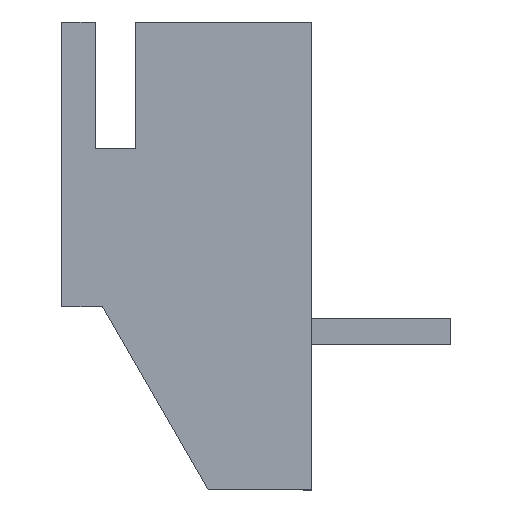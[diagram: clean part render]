
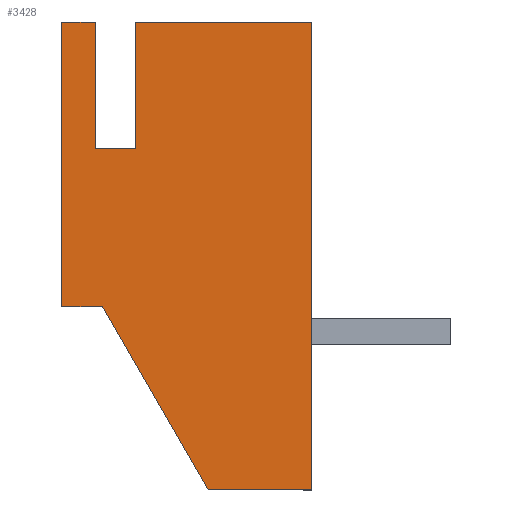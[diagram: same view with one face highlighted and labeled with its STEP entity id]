
A CAD part, left-side view. The second image highlights one B-rep face of the part: STEP entity #3428.
In plain terms, the highlighted planar face has unit normal (-1, 0, 0).
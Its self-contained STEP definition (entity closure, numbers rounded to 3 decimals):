
#102 = VERTEX_POINT ( 'NONE', #356 ) ;
#114 = CARTESIAN_POINT ( 'NONE',  ( -11.2, 6.15, -1.25 ) ) ;
#120 = CARTESIAN_POINT ( 'NONE',  ( -11.2, 2.552, -5.75 ) ) ;
#178 = DIRECTION ( 'NONE',  ( 0., 0., -1. ) ) ;
#181 = VECTOR ( 'NONE', #4247, 1000. ) ;
#210 = LINE ( 'NONE', #826, #4471 ) ;
#263 = ORIENTED_EDGE ( 'NONE', *, *, #4268, .T. ) ;
#320 = VERTEX_POINT ( 'NONE', #120 ) ;
#356 = CARTESIAN_POINT ( 'NONE',  ( -11.2, 4.325, 2.65 ) ) ;
#413 = EDGE_CURVE ( 'NONE', #1110, #4599, #1519, .T. ) ;
#532 = CARTESIAN_POINT ( 'NONE',  ( -11.2, 6.15, 5.75 ) ) ;
#543 = VERTEX_POINT ( 'NONE', #5173 ) ;
#731 = EDGE_LOOP ( 'NONE', ( #2756, #4332, #4866, #263, #1157, #743, #1674, #4090, #4619, #2671 ) ) ;
#743 = ORIENTED_EDGE ( 'NONE', *, *, #4462, .T. ) ;
#826 = CARTESIAN_POINT ( 'NONE',  ( -11.2, 6.15, 5.75 ) ) ;
#1057 = VERTEX_POINT ( 'NONE', #1789 ) ;
#1110 = VERTEX_POINT ( 'NONE', #532 ) ;
#1153 = VECTOR ( 'NONE', #4195, 1000. ) ;
#1157 = ORIENTED_EDGE ( 'NONE', *, *, #5278, .T. ) ;
#1185 = CARTESIAN_POINT ( 'NONE',  ( -11.2, 4.325, 5.75 ) ) ;
#1468 = EDGE_CURVE ( 'NONE', #4395, #543, #4102, .T. ) ;
#1519 = LINE ( 'NONE', #114, #3592 ) ;
#1532 = LINE ( 'NONE', #1556, #5213 ) ;
#1556 = CARTESIAN_POINT ( 'NONE',  ( -11.2, 6.15, -1.25 ) ) ;
#1671 = CARTESIAN_POINT ( 'NONE',  ( -11.2, 5.325, 5.75 ) ) ;
#1674 = ORIENTED_EDGE ( 'NONE', *, *, #413, .T. ) ;
#1789 = CARTESIAN_POINT ( 'NONE',  ( -11.2, 5.325, 2.65 ) ) ;
#1815 = DIRECTION ( 'NONE',  ( 0., -0.5, -0.866 ) ) ;
#1931 = CARTESIAN_POINT ( 'NONE',  ( -11.2, 5.325, 5.75 ) ) ;
#1936 = CARTESIAN_POINT ( 'NONE',  ( -11.2, 0., -5.75 ) ) ;
#2110 = CARTESIAN_POINT ( 'NONE',  ( -11.2, 5.15, -1.25 ) ) ;
#2139 = CARTESIAN_POINT ( 'NONE',  ( -11.2, 4.325, 5.75 ) ) ;
#2218 = DIRECTION ( 'NONE',  ( 0., 0., -1. ) ) ;
#2362 = VERTEX_POINT ( 'NONE', #2110 ) ;
#2373 = VECTOR ( 'NONE', #2218, 1000. ) ;
#2424 = PLANE ( 'NONE',  #3345 ) ;
#2426 = DIRECTION ( 'NONE',  ( 0., 1., 0. ) ) ;
#2448 = DIRECTION ( 'NONE',  ( 0., 1., 0. ) ) ;
#2488 = EDGE_CURVE ( 'NONE', #4599, #2362, #1532, .T. ) ;
#2577 = VECTOR ( 'NONE', #1815, 1000. ) ;
#2671 = ORIENTED_EDGE ( 'NONE', *, *, #4416, .T. ) ;
#2693 = FACE_OUTER_BOUND ( 'NONE', #731, .T. ) ;
#2756 = ORIENTED_EDGE ( 'NONE', *, *, #1468, .T. ) ;
#2872 = EDGE_CURVE ( 'NONE', #2362, #320, #2978, .T. ) ;
#2913 = CARTESIAN_POINT ( 'NONE',  ( -11.2, 6.15, -1.25 ) ) ;
#2978 = LINE ( 'NONE', #3089, #2577 ) ;
#3047 = LINE ( 'NONE', #3984, #3635 ) ;
#3089 = CARTESIAN_POINT ( 'NONE',  ( -11.2, 2.552, -5.75 ) ) ;
#3205 = CARTESIAN_POINT ( 'NONE',  ( -11.2, 5.325, 2.65 ) ) ;
#3330 = DIRECTION ( 'NONE',  ( 0., 0., 1. ) ) ;
#3345 = AXIS2_PLACEMENT_3D ( 'NONE', #4512, #3648, #2448 ) ;
#3371 = VERTEX_POINT ( 'NONE', #1185 ) ;
#3428 = ADVANCED_FACE ( 'NONE', ( #2693 ), #2424, .F. ) ;
#3592 = VECTOR ( 'NONE', #178, 1000. ) ;
#3635 = VECTOR ( 'NONE', #4053, 1000. ) ;
#3648 = DIRECTION ( 'NONE',  ( 1., 0., 0. ) ) ;
#3851 = CARTESIAN_POINT ( 'NONE',  ( -11.2, 4.325, 2.65 ) ) ;
#3882 = LINE ( 'NONE', #3851, #2373 ) ;
#3961 = VECTOR ( 'NONE', #3330, 1000. ) ;
#3980 = EDGE_CURVE ( 'NONE', #543, #3371, #4249, .T. ) ;
#3984 = CARTESIAN_POINT ( 'NONE',  ( -11.2, 0., -5.75 ) ) ;
#4053 = DIRECTION ( 'NONE',  ( 0., -1., 0. ) ) ;
#4090 = ORIENTED_EDGE ( 'NONE', *, *, #2488, .T. ) ;
#4102 = LINE ( 'NONE', #4156, #3961 ) ;
#4114 = VERTEX_POINT ( 'NONE', #1931 ) ;
#4156 = CARTESIAN_POINT ( 'NONE',  ( -11.2, 0., 5.75 ) ) ;
#4195 = DIRECTION ( 'NONE',  ( 0., 0., 1. ) ) ;
#4247 = DIRECTION ( 'NONE',  ( 0., 1., 0. ) ) ;
#4249 = LINE ( 'NONE', #2139, #181 ) ;
#4268 = EDGE_CURVE ( 'NONE', #102, #1057, #4765, .T. ) ;
#4332 = ORIENTED_EDGE ( 'NONE', *, *, #3980, .T. ) ;
#4395 = VERTEX_POINT ( 'NONE', #1936 ) ;
#4416 = EDGE_CURVE ( 'NONE', #320, #4395, #3047, .T. ) ;
#4462 = EDGE_CURVE ( 'NONE', #4114, #1110, #210, .T. ) ;
#4471 = VECTOR ( 'NONE', #4888, 1000. ) ;
#4503 = VECTOR ( 'NONE', #2426, 1000. ) ;
#4512 = CARTESIAN_POINT ( 'NONE',  ( -11.2, 6.15, 5.75 ) ) ;
#4599 = VERTEX_POINT ( 'NONE', #2913 ) ;
#4619 = ORIENTED_EDGE ( 'NONE', *, *, #2872, .T. ) ;
#4673 = EDGE_CURVE ( 'NONE', #3371, #102, #3882, .T. ) ;
#4765 = LINE ( 'NONE', #3205, #4503 ) ;
#4866 = ORIENTED_EDGE ( 'NONE', *, *, #4673, .T. ) ;
#4870 = DIRECTION ( 'NONE',  ( 0., -1., 0. ) ) ;
#4888 = DIRECTION ( 'NONE',  ( 0., 1., 0. ) ) ;
#5025 = LINE ( 'NONE', #1671, #1153 ) ;
#5173 = CARTESIAN_POINT ( 'NONE',  ( -11.2, 0., 5.75 ) ) ;
#5213 = VECTOR ( 'NONE', #4870, 1000. ) ;
#5278 = EDGE_CURVE ( 'NONE', #1057, #4114, #5025, .T. ) ;
